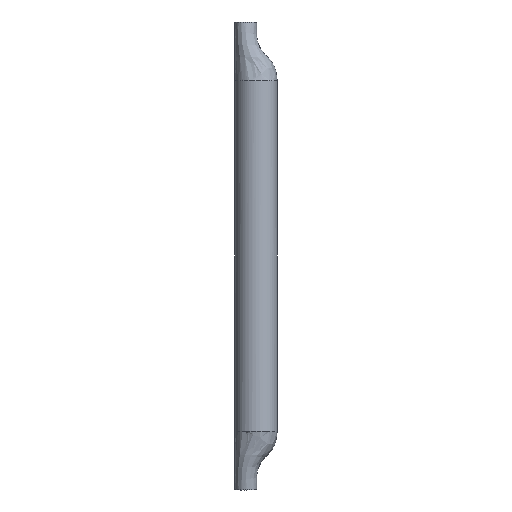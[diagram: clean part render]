
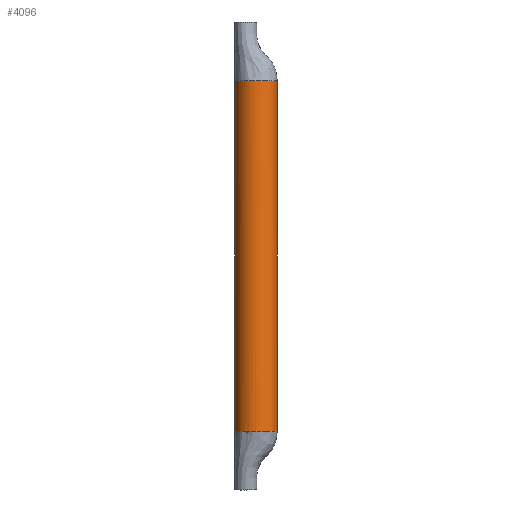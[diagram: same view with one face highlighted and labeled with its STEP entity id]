
A CAD part, front view. The second image highlights one B-rep face of the part: STEP entity #4096.
In plain terms, the highlighted cylindrical face has radius 1.8 mm (diameter 3.6 mm), a partial arc.
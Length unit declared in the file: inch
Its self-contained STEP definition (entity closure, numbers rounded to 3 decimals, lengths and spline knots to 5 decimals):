
#31 = VERTEX_POINT ( 'NONE', #1055 ) ;
#121 = CARTESIAN_POINT ( 'NONE',  ( -0.05142, -0.05142, 0.59055 ) ) ;
#219 = CARTESIAN_POINT ( 'NONE',  ( 0.02783, -0.06718, 0.59055 ) ) ;
#243 = ORIENTED_EDGE ( 'NONE', *, *, #4641, .F. ) ;
#391 = VERTEX_POINT ( 'NONE', #1183 ) ;
#435 = DIRECTION ( 'NONE',  ( 0., 0., -1. ) ) ;
#662 = DIRECTION ( 'NONE',  ( 0., 0., -1. ) ) ;
#700 = CARTESIAN_POINT ( 'NONE',  ( -0.07087, 0., -0.59055 ) ) ;
#904 = ORIENTED_EDGE ( 'NONE', *, *, #1317, .T. ) ;
#912 = CARTESIAN_POINT ( 'NONE',  ( 0.07087, 0., 0.59055 ) ) ;
#970 = B_SPLINE_CURVE_WITH_KNOTS ( 'NONE', 3,
 ( #4603, #4926, #4212, #121, #2224, #3821, #219, #1302, #2960, #2913, #912 ),
 .UNSPECIFIED., .F., .F.,
 ( 4, 1, 1, 1, 1, 1, 1, 1, 4 ),
 ( 0.5, 0.5625, 0.625, 0.6875, 0.75, 0.8125, 0.875, 0.9375, 1. ),
 .UNSPECIFIED. ) ;
#1055 = CARTESIAN_POINT ( 'NONE',  ( -0.07087, 0., 0.59055 ) ) ;
#1182 = EDGE_CURVE ( 'NONE', #31, #1373, #3118, .T. ) ;
#1183 = CARTESIAN_POINT ( 'NONE',  ( 0.07087, 0., 0.59055 ) ) ;
#1219 = CYLINDRICAL_SURFACE ( 'NONE', #2634, 0.07087 ) ;
#1302 = CARTESIAN_POINT ( 'NONE',  ( 0.05142, -0.05142, 0.59055 ) ) ;
#1317 = EDGE_CURVE ( 'NONE', #1373, #1778, #1648, .T. ) ;
#1373 = VERTEX_POINT ( 'NONE', #700 ) ;
#1508 = DIRECTION ( 'NONE',  ( 1., 0., 0. ) ) ;
#1554 = VECTOR ( 'NONE', #4686, 39.37008 ) ;
#1637 = ORIENTED_EDGE ( 'NONE', *, *, #1182, .T. ) ;
#1648 = CIRCLE ( 'NONE', #4081, 0.07087 ) ;
#1778 = VERTEX_POINT ( 'NONE', #2730 ) ;
#1909 = DIRECTION ( 'NONE',  ( 0., 0., 1. ) ) ;
#2042 = DIRECTION ( 'NONE',  ( -1., 0., 0. ) ) ;
#2085 = EDGE_LOOP ( 'NONE', ( #2456, #243, #1637, #904 ) ) ;
#2224 = CARTESIAN_POINT ( 'NONE',  ( -0.02783, -0.06718, 0.59055 ) ) ;
#2456 = ORIENTED_EDGE ( 'NONE', *, *, #5083, .F. ) ;
#2634 = AXIS2_PLACEMENT_3D ( 'NONE', #2804, #435, #2042 ) ;
#2730 = CARTESIAN_POINT ( 'NONE',  ( 0.07087, 0., -0.59055 ) ) ;
#2804 = CARTESIAN_POINT ( 'NONE',  ( 0., 0., 0.59055 ) ) ;
#2913 = CARTESIAN_POINT ( 'NONE',  ( 0.07087, -0.00928, 0.59055 ) ) ;
#2960 = CARTESIAN_POINT ( 'NONE',  ( 0.06718, -0.02782, 0.59055 ) ) ;
#3033 = CARTESIAN_POINT ( 'NONE',  ( 0.07087, 0., 0.59055 ) ) ;
#3118 = LINE ( 'NONE', #4227, #1554 ) ;
#3821 = CARTESIAN_POINT ( 'NONE',  ( 0., -0.07271, 0.59055 ) ) ;
#4081 = AXIS2_PLACEMENT_3D ( 'NONE', #4293, #1909, #1508 ) ;
#4096 = ADVANCED_FACE ( 'NONE', ( #4815 ), #1219, .T. ) ;
#4212 = CARTESIAN_POINT ( 'NONE',  ( -0.06718, -0.02782, 0.59055 ) ) ;
#4227 = CARTESIAN_POINT ( 'NONE',  ( -0.07087, 0., 0.59055 ) ) ;
#4256 = LINE ( 'NONE', #3033, #4828 ) ;
#4293 = CARTESIAN_POINT ( 'NONE',  ( 0., 0., -0.59055 ) ) ;
#4603 = CARTESIAN_POINT ( 'NONE',  ( -0.07087, 0., 0.59055 ) ) ;
#4641 = EDGE_CURVE ( 'NONE', #31, #391, #970, .T. ) ;
#4686 = DIRECTION ( 'NONE',  ( 0., 0., -1. ) ) ;
#4815 = FACE_OUTER_BOUND ( 'NONE', #2085, .T. ) ;
#4828 = VECTOR ( 'NONE', #662, 39.37008 ) ;
#4926 = CARTESIAN_POINT ( 'NONE',  ( -0.07087, -0.00928, 0.59055 ) ) ;
#5083 = EDGE_CURVE ( 'NONE', #391, #1778, #4256, .T. ) ;
